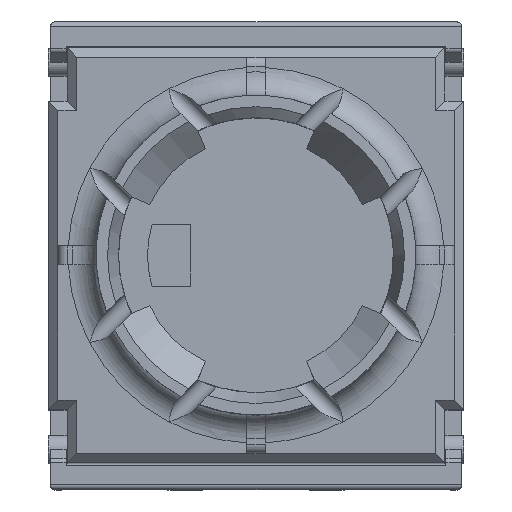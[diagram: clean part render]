
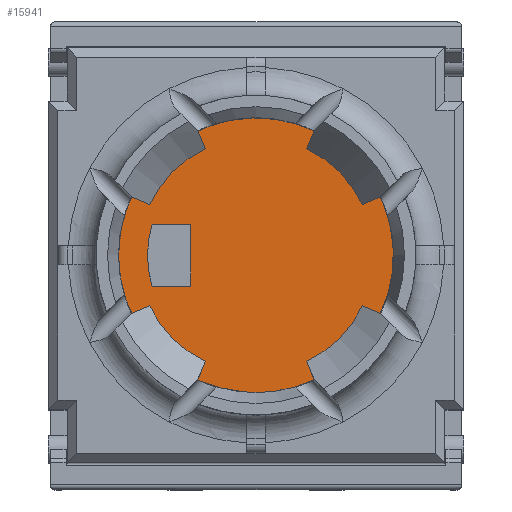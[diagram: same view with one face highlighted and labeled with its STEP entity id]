
A CAD part, top view. The second image highlights one B-rep face of the part: STEP entity #15941.
In plain terms, the highlighted planar face has unit normal (0, 0, 1).
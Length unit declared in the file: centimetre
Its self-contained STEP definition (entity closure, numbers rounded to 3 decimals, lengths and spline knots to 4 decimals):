
#504=FACE_BOUND('',#1839,.T.);
#578=CIRCLE('',#16823,0.735);
#579=CIRCLE('',#16824,0.575);
#967=FACE_OUTER_BOUND('',#1838,.T.);
#1838=EDGE_LOOP('',(#10679));
#1839=EDGE_LOOP('',(#10680,#10681,#10682,#10683));
#2878=LINE('',#22531,#4707);
#2879=LINE('',#22533,#4708);
#2880=LINE('',#22536,#4709);
#4707=VECTOR('',#18249,0.33);
#4708=VECTOR('',#18250,0.2058);
#4709=VECTOR('',#18253,0.2058);
#6484=VERTEX_POINT('',#22527);
#6485=VERTEX_POINT('',#22529);
#6486=VERTEX_POINT('',#22530);
#6487=VERTEX_POINT('',#22532);
#6488=VERTEX_POINT('',#22534);
#8117=EDGE_CURVE('',#6484,#6484,#578,.T.);
#8118=EDGE_CURVE('',#6485,#6486,#2878,.T.);
#8119=EDGE_CURVE('',#6487,#6485,#2879,.T.);
#8120=EDGE_CURVE('',#6488,#6487,#579,.T.);
#8121=EDGE_CURVE('',#6486,#6488,#2880,.T.);
#10679=ORIENTED_EDGE('',*,*,#8117,.F.);
#10680=ORIENTED_EDGE('',*,*,#8118,.F.);
#10681=ORIENTED_EDGE('',*,*,#8119,.F.);
#10682=ORIENTED_EDGE('',*,*,#8120,.F.);
#10683=ORIENTED_EDGE('',*,*,#8121,.F.);
#15288=PLANE('',#16822);
#15941=ADVANCED_FACE('',(#967,#504),#15288,.T.);
#16822=AXIS2_PLACEMENT_3D('',#22526,#18245,#18246);
#16823=AXIS2_PLACEMENT_3D('',#22528,#18247,#18248);
#16824=AXIS2_PLACEMENT_3D('',#22535,#18251,#18252);
#18245=DIRECTION('center_axis',(0.,0.,1.));
#18246=DIRECTION('ref_axis',(1.,0.,0.));
#18247=DIRECTION('center_axis',(0.,0.,-1.));
#18248=DIRECTION('ref_axis',(1.,0.,0.));
#18249=DIRECTION('',(0.,1.,0.));
#18250=DIRECTION('',(1.,0.,0.));
#18251=DIRECTION('center_axis',(0.,0.,1.));
#18252=DIRECTION('ref_axis',(0.958,-0.287,0.));
#18253=DIRECTION('',(-1.,0.,0.));
#22526=CARTESIAN_POINT('Origin',(0.1063,-0.1071,1.7378));
#22527=CARTESIAN_POINT('',(-0.6244,-0.1075,1.7378));
#22528=CARTESIAN_POINT('Origin',(0.1106,-0.1075,1.7378));
#22529=CARTESIAN_POINT('',(-0.2394,-0.2725,1.7378));
#22530=CARTESIAN_POINT('',(-0.2394,0.0575,1.7378));
#22531=CARTESIAN_POINT('',(-0.2394,-0.0248,1.7378));
#22532=CARTESIAN_POINT('',(-0.4452,-0.2725,1.7378));
#22533=CARTESIAN_POINT('',(-0.329,-0.2725,1.7378));
#22534=CARTESIAN_POINT('',(-0.4452,0.0575,1.7378));
#22535=CARTESIAN_POINT('Origin',(0.1056,-0.1075,1.7378));
#22536=CARTESIAN_POINT('',(-0.329,0.0575,1.7378));
